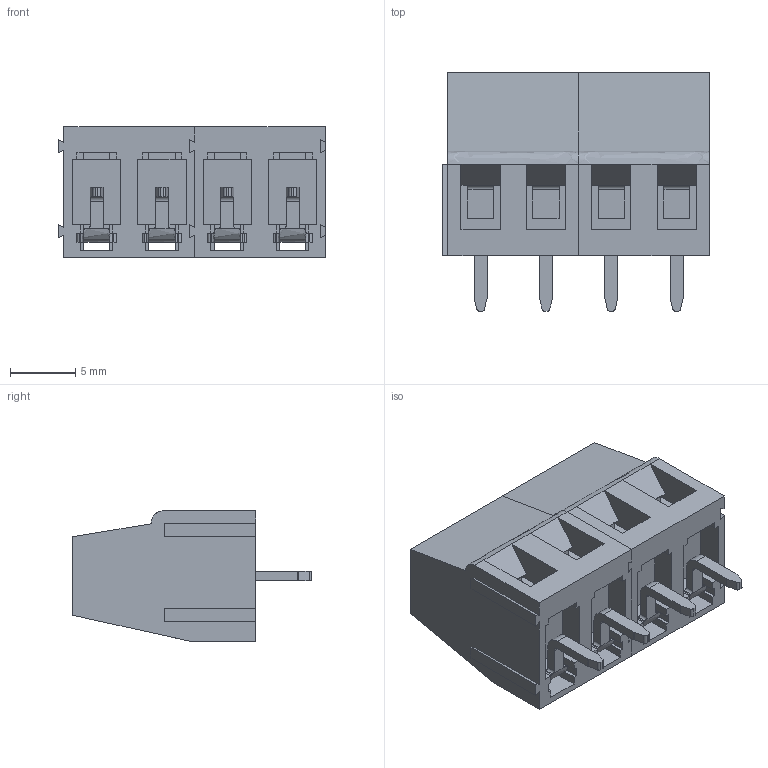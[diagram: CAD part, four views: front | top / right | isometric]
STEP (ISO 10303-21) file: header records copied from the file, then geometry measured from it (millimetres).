
FILE_DESCRIPTION (( 'STEP AP214' ), '1' );
FILE_NAME ('4_vias.STEP', '2022-07-20T18:03:21', ( '' ), ( '' ), 'SwSTEP 2.0', 'SolidWorks 2020', '' );
FILE_SCHEMA (( 'AUTOMOTIVE_DESIGN' ));
Length unit declared in the file: millimetre
Products named in the file (2): KRE_2; 4_vias
Assembly tree (2 placements, depth 2):
  4_vias
    KRE_2  x2
Bounding box: 20.4 x 18.25 x 10 mm (x, y, z)
Volume: 1689.1 mm3; surface area: 3859.3 mm2
Topology: 14 solids, 14 shells, 478 faces, 1310 edges, 844 vertices
Faces by surface type: bspline 478
Entity records: 10273 total; most frequent: CARTESIAN_POINT 3615, ORIENTED_EDGE 1310, EDGE_CURVE 655, B_SPLINE_CURVE_WITH_KNOTS 568, VERTEX_POINT 422, EDGE_LOOP 251, UNCERTAINTY_MEASURE_WITH_UNIT 249, FILL_AREA_STYLE_COLOUR 247
